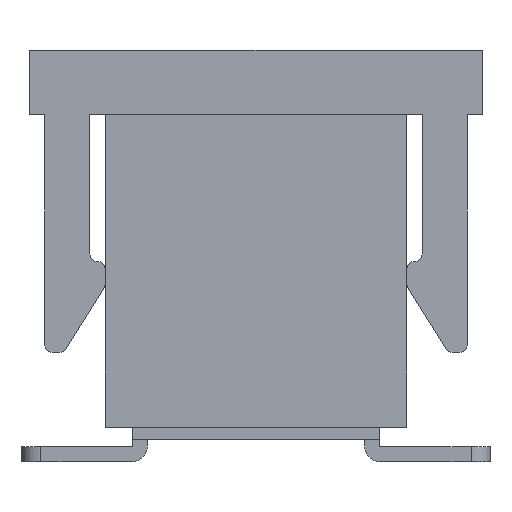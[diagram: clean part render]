
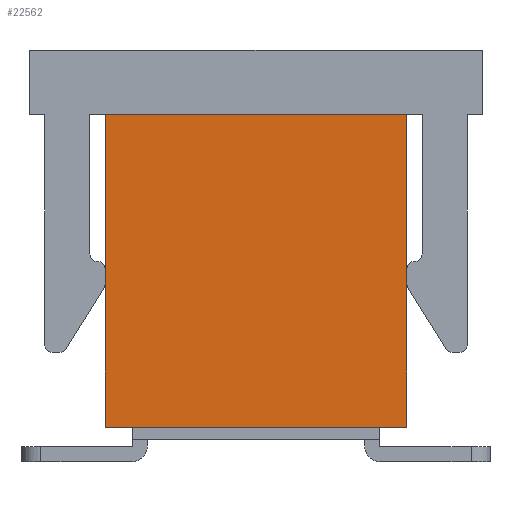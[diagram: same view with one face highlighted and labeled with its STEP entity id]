
A CAD part, front view. The second image highlights one B-rep face of the part: STEP entity #22562.
In plain terms, the highlighted face is planar.
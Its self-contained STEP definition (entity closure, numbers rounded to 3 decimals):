
#2934=LINE('',#38398,#5396);
#2938=LINE('',#38407,#5400);
#2944=LINE('',#38419,#5406);
#2945=LINE('',#38420,#5407);
#5396=VECTOR('',#30682,1000.);
#5400=VECTOR('',#30688,1000.);
#5406=VECTOR('',#30698,1000.);
#5407=VECTOR('',#30699,1000.);
#11685=ORIENTED_EDGE('',*,*,#15236,.F.);
#11686=ORIENTED_EDGE('',*,*,#15246,.F.);
#11687=ORIENTED_EDGE('',*,*,#15240,.T.);
#11688=ORIENTED_EDGE('',*,*,#15247,.T.);
#15236=EDGE_CURVE('',#17394,#17395,#2934,.T.);
#15240=EDGE_CURVE('',#17398,#17399,#2938,.T.);
#15246=EDGE_CURVE('',#17398,#17394,#2944,.T.);
#15247=EDGE_CURVE('',#17399,#17395,#2945,.T.);
#17394=VERTEX_POINT('',#38399);
#17395=VERTEX_POINT('',#38400);
#17398=VERTEX_POINT('',#38408);
#17399=VERTEX_POINT('',#38409);
#19261=EDGE_LOOP('',(#11685,#11686,#11687,#11688));
#20505=FACE_BOUND('',#19261,.T.);
#21347=PLANE('',#24593);
#22562=ADVANCED_FACE('',(#20505),#21347,.T.);
#24593=AXIS2_PLACEMENT_3D('',#38418,#30696,#30697);
#30682=DIRECTION('',(0.,0.,1.));
#30688=DIRECTION('',(0.,0.,1.));
#30696=DIRECTION('',(-1.,0.,0.));
#30697=DIRECTION('',(0.,0.,1.));
#30698=DIRECTION('',(0.,1.,0.));
#30699=DIRECTION('',(0.,1.,0.));
#38398=CARTESIAN_POINT('',(-7.25,2.,-2.07));
#38399=CARTESIAN_POINT('',(-7.25,2.,-2.07));
#38400=CARTESIAN_POINT('',(-7.25,2.,2.07));
#38407=CARTESIAN_POINT('',(-7.25,-2.,-2.07));
#38408=CARTESIAN_POINT('',(-7.25,-2.,-2.07));
#38409=CARTESIAN_POINT('',(-7.25,-2.,2.07));
#38418=CARTESIAN_POINT('',(-7.25,-2.,-2.07));
#38419=CARTESIAN_POINT('',(-7.25,-2.,-2.07));
#38420=CARTESIAN_POINT('',(-7.25,-2.,2.07));
